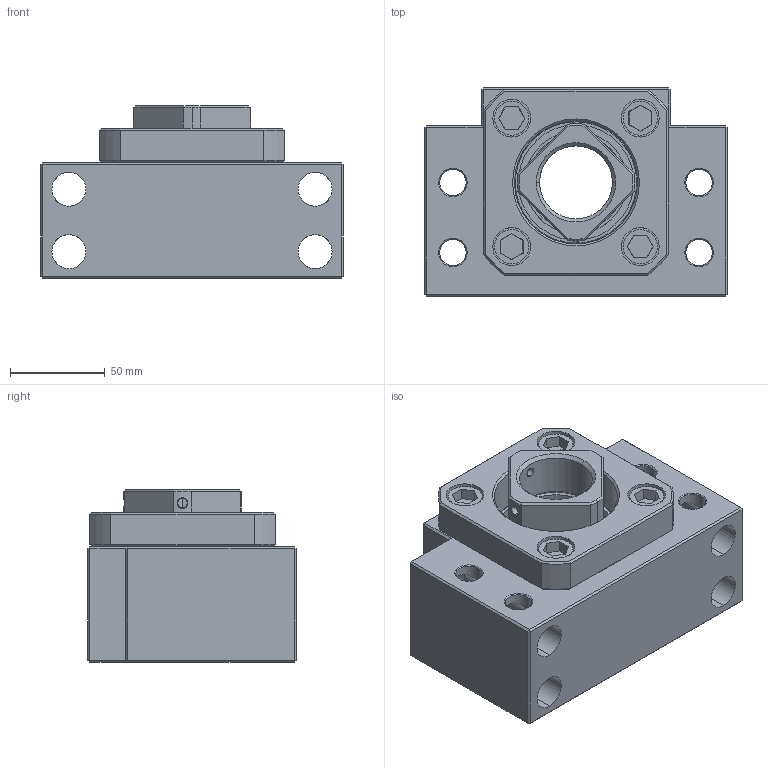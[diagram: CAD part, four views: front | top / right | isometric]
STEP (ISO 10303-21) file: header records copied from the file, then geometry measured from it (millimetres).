
FILE_DESCRIPTION (( 'STEP AP214' ), '1' );
FILE_NAME ('BKN40.step', '2020-09-08T14:36:23', ( '' ), ( '' ), 'SwSTEP 2.0', 'SolidWorks 2020', '' );
FILE_SCHEMA (( 'AUTOMOTIVE_DESIGN' ));
Length unit declared in the file: millimetre
Products named in the file (1): BKN40
Bounding box: 160 x 110 x 91 mm (x, y, z)
Volume: 843489.2 mm3; surface area: 207098.4 mm2
Topology: 15 solids, 15 shells, 463 faces, 1061 edges, 627 vertices
Faces by surface type: cylinder 157, plane 144, bspline 86, cone 76
Entity records: 26173 total; most frequent: CARTESIAN_POINT 11154, ORIENTED_EDGE 2106, DIRECTION 1916, EDGE_CURVE 1053, AXIS2_PLACEMENT_3D 743, VERTEX_POINT 627, EDGE_LOOP 536, UNCERTAINTY_MEASURE_WITH_UNIT 480
